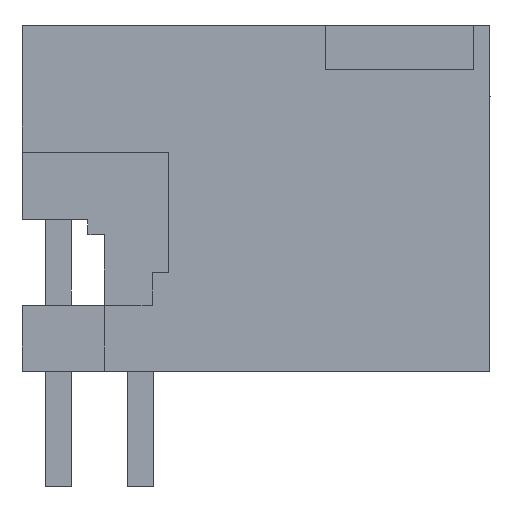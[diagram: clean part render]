
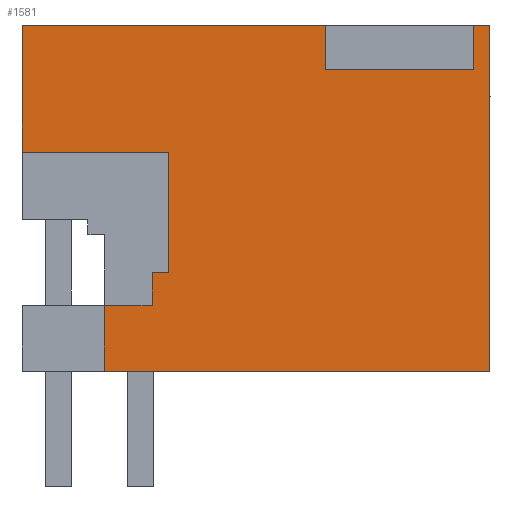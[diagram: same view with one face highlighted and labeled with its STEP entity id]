
A CAD part, left-side view. The second image highlights one B-rep face of the part: STEP entity #1581.
In plain terms, the highlighted planar face has unit normal (-1, 0, 0).
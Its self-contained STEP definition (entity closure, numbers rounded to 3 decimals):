
#1488=AXIS2_PLACEMENT_3D('Plane Axis2P3D',#1485,#1486,#1487) ;
#102=CARTESIAN_POINT('Vertex',(0.,11.7,5.5)) ;
#105=CARTESIAN_POINT('Line Origine',(0.,10.975,5.5)) ;
#109=CARTESIAN_POINT('Vertex',(0.,10.25,5.5)) ;
#1201=CARTESIAN_POINT('Vertex',(0.,0.,3.5)) ;
#1204=CARTESIAN_POINT('Line Origine',(0.,5.85,3.5)) ;
#1208=CARTESIAN_POINT('Vertex',(0.,11.7,3.5)) ;
#1454=CARTESIAN_POINT('Line Origine',(0.,11.7,4.5)) ;
#1485=CARTESIAN_POINT('Axis2P3D Location',(0.,14.2,0.)) ;
#1490=CARTESIAN_POINT('Line Origine',(0.,0.,8.75)) ;
#1494=CARTESIAN_POINT('Vertex',(0.,0.,14.)) ;
#1497=CARTESIAN_POINT('Line Origine',(0.,0.25,14.)) ;
#1501=CARTESIAN_POINT('Vertex',(0.,0.5,14.)) ;
#1504=CARTESIAN_POINT('Line Origine',(0.,0.5,13.325)) ;
#1508=CARTESIAN_POINT('Vertex',(0.,0.5,12.65)) ;
#1511=CARTESIAN_POINT('Line Origine',(0.,2.75,12.65)) ;
#1515=CARTESIAN_POINT('Vertex',(0.,5.,12.65)) ;
#1518=CARTESIAN_POINT('Line Origine',(0.,5.,13.325)) ;
#1522=CARTESIAN_POINT('Vertex',(0.,5.,14.)) ;
#1525=CARTESIAN_POINT('Line Origine',(0.,9.6,14.)) ;
#1529=CARTESIAN_POINT('Vertex',(0.,14.2,14.)) ;
#1532=CARTESIAN_POINT('Line Origine',(0.,14.2,12.075)) ;
#1536=CARTESIAN_POINT('Vertex',(0.,14.2,10.15)) ;
#1539=CARTESIAN_POINT('Line Origine',(0.,11.975,10.15)) ;
#1543=CARTESIAN_POINT('Vertex',(0.,9.75,10.15)) ;
#1546=CARTESIAN_POINT('Line Origine',(0.,9.75,8.325)) ;
#1550=CARTESIAN_POINT('Vertex',(0.,9.75,6.5)) ;
#1553=CARTESIAN_POINT('Line Origine',(0.,10.,6.5)) ;
#1557=CARTESIAN_POINT('Vertex',(0.,10.25,6.5)) ;
#1560=CARTESIAN_POINT('Line Origine',(0.,10.25,6.)) ;
#106=DIRECTION('Vector Direction',(0.,1.,0.)) ;
#1205=DIRECTION('Vector Direction',(0.,-1.,0.)) ;
#1455=DIRECTION('Vector Direction',(0.,0.,1.)) ;
#1486=DIRECTION('Axis2P3D Direction',(-1.,0.,0.)) ;
#1487=DIRECTION('Axis2P3D XDirection',(0.,-1.,0.)) ;
#1491=DIRECTION('Vector Direction',(0.,0.,1.)) ;
#1498=DIRECTION('Vector Direction',(0.,-1.,0.)) ;
#1505=DIRECTION('Vector Direction',(0.,0.,-1.)) ;
#1512=DIRECTION('Vector Direction',(0.,1.,0.)) ;
#1519=DIRECTION('Vector Direction',(0.,0.,-1.)) ;
#1526=DIRECTION('Vector Direction',(0.,-1.,0.)) ;
#1533=DIRECTION('Vector Direction',(0.,0.,1.)) ;
#1540=DIRECTION('Vector Direction',(0.,-1.,0.)) ;
#1547=DIRECTION('Vector Direction',(0.,0.,1.)) ;
#1554=DIRECTION('Vector Direction',(0.,-1.,0.)) ;
#1561=DIRECTION('Vector Direction',(0.,0.,1.)) ;
#107=VECTOR('Line Direction',#106,1.) ;
#1206=VECTOR('Line Direction',#1205,1.) ;
#1456=VECTOR('Line Direction',#1455,1.) ;
#1492=VECTOR('Line Direction',#1491,1.) ;
#1499=VECTOR('Line Direction',#1498,1.) ;
#1506=VECTOR('Line Direction',#1505,1.) ;
#1513=VECTOR('Line Direction',#1512,1.) ;
#1520=VECTOR('Line Direction',#1519,1.) ;
#1527=VECTOR('Line Direction',#1526,1.) ;
#1534=VECTOR('Line Direction',#1533,1.) ;
#1541=VECTOR('Line Direction',#1540,1.) ;
#1548=VECTOR('Line Direction',#1547,1.) ;
#1555=VECTOR('Line Direction',#1554,1.) ;
#1562=VECTOR('Line Direction',#1561,1.) ;
#1566=ORIENTED_EDGE('',*,*,#1210,.T.) ;
#1567=ORIENTED_EDGE('',*,*,#1496,.T.) ;
#1568=ORIENTED_EDGE('',*,*,#1503,.T.) ;
#1569=ORIENTED_EDGE('',*,*,#1510,.T.) ;
#1570=ORIENTED_EDGE('',*,*,#1517,.T.) ;
#1571=ORIENTED_EDGE('',*,*,#1524,.T.) ;
#1572=ORIENTED_EDGE('',*,*,#1531,.T.) ;
#1573=ORIENTED_EDGE('',*,*,#1538,.T.) ;
#1574=ORIENTED_EDGE('',*,*,#1545,.T.) ;
#1575=ORIENTED_EDGE('',*,*,#1552,.T.) ;
#1576=ORIENTED_EDGE('',*,*,#1559,.T.) ;
#1577=ORIENTED_EDGE('',*,*,#1564,.T.) ;
#1578=ORIENTED_EDGE('',*,*,#111,.T.) ;
#1579=ORIENTED_EDGE('',*,*,#1458,.T.) ;
#1581=ADVANCED_FACE('HOUSING',(#1580),#1489,.T.) ;
#111=EDGE_CURVE('',#110,#103,#108,.T.) ;
#1210=EDGE_CURVE('',#1209,#1202,#1207,.T.) ;
#1458=EDGE_CURVE('',#103,#1209,#1457,.F.) ;
#1496=EDGE_CURVE('',#1202,#1495,#1493,.T.) ;
#1503=EDGE_CURVE('',#1495,#1502,#1500,.F.) ;
#1510=EDGE_CURVE('',#1502,#1509,#1507,.T.) ;
#1517=EDGE_CURVE('',#1509,#1516,#1514,.T.) ;
#1524=EDGE_CURVE('',#1516,#1523,#1521,.F.) ;
#1531=EDGE_CURVE('',#1523,#1530,#1528,.F.) ;
#1538=EDGE_CURVE('',#1530,#1537,#1535,.F.) ;
#1545=EDGE_CURVE('',#1537,#1544,#1542,.T.) ;
#1552=EDGE_CURVE('',#1544,#1551,#1549,.F.) ;
#1559=EDGE_CURVE('',#1551,#1558,#1556,.F.) ;
#1564=EDGE_CURVE('',#1558,#110,#1563,.F.) ;
#1565=EDGE_LOOP('',(#1566,#1567,#1568,#1569,#1570,#1571,#1572,#1573,#1574,#1575,#1576,#1577,#1578,#1579)) ;
#1580=FACE_OUTER_BOUND('',#1565,.T.) ;
#108=LINE('Line',#105,#107) ;
#1207=LINE('Line',#1204,#1206) ;
#1457=LINE('Line',#1454,#1456) ;
#1493=LINE('Line',#1490,#1492) ;
#1500=LINE('Line',#1497,#1499) ;
#1507=LINE('Line',#1504,#1506) ;
#1514=LINE('Line',#1511,#1513) ;
#1521=LINE('Line',#1518,#1520) ;
#1528=LINE('Line',#1525,#1527) ;
#1535=LINE('Line',#1532,#1534) ;
#1542=LINE('Line',#1539,#1541) ;
#1549=LINE('Line',#1546,#1548) ;
#1556=LINE('Line',#1553,#1555) ;
#1563=LINE('Line',#1560,#1562) ;
#1489=PLANE('',#1488) ;
#103=VERTEX_POINT('',#102) ;
#110=VERTEX_POINT('',#109) ;
#1202=VERTEX_POINT('',#1201) ;
#1209=VERTEX_POINT('',#1208) ;
#1495=VERTEX_POINT('',#1494) ;
#1502=VERTEX_POINT('',#1501) ;
#1509=VERTEX_POINT('',#1508) ;
#1516=VERTEX_POINT('',#1515) ;
#1523=VERTEX_POINT('',#1522) ;
#1530=VERTEX_POINT('',#1529) ;
#1537=VERTEX_POINT('',#1536) ;
#1544=VERTEX_POINT('',#1543) ;
#1551=VERTEX_POINT('',#1550) ;
#1558=VERTEX_POINT('',#1557) ;
